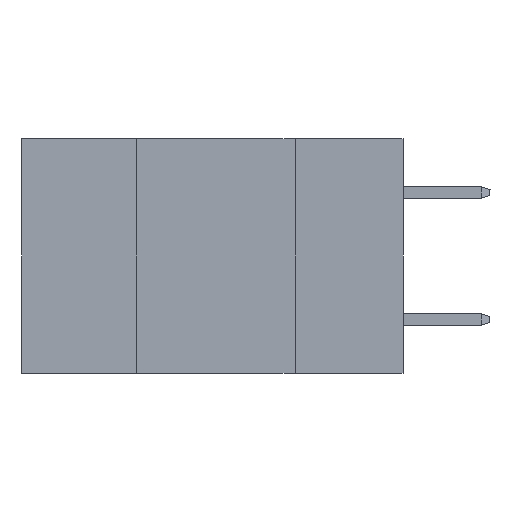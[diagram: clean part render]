
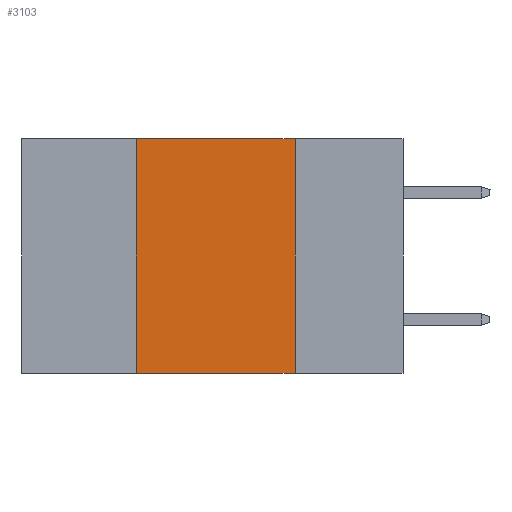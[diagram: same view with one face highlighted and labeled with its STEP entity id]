
A CAD part, left-side view. The second image highlights one B-rep face of the part: STEP entity #3103.
In plain terms, the highlighted planar face has unit normal (-1, 0, 0).
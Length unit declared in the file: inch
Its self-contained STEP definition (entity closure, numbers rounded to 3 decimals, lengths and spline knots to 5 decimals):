
#139 = DIRECTION ( 'NONE',  ( 0., 0., 1. ) ) ;
#270 = ORIENTED_EDGE ( 'NONE', *, *, #9080, .F. ) ;
#717 = FACE_OUTER_BOUND ( 'NONE', #10373, .T. ) ;
#1043 = CARTESIAN_POINT ( 'NONE',  ( 0., 0.6, 0. ) ) ;
#1129 = CARTESIAN_POINT ( 'NONE',  ( 0., 0.17, 0. ) ) ;
#1341 = ORIENTED_EDGE ( 'NONE', *, *, #13207, .F. ) ;
#1618 = VERTEX_POINT ( 'NONE', #5625 ) ;
#1943 = VECTOR ( 'NONE', #9677, 39.37008 ) ;
#2225 = LINE ( 'NONE', #7317, #16699 ) ;
#3006 = EDGE_CURVE ( 'NONE', #15721, #1618, #9736, .T. ) ;
#3103 = ADVANCED_FACE ( 'NONE', ( #717 ), #7493, .F. ) ;
#4438 = LINE ( 'NONE', #12494, #1943 ) ;
#5625 = CARTESIAN_POINT ( 'NONE',  ( 0., 0.17, -0.37 ) ) ;
#7068 = ORIENTED_EDGE ( 'NONE', *, *, #12122, .T. ) ;
#7317 = CARTESIAN_POINT ( 'NONE',  ( 0., 0.6, -0.37 ) ) ;
#7490 = CARTESIAN_POINT ( 'NONE',  ( 0., 0.42, 0. ) ) ;
#7493 = PLANE ( 'NONE',  #13434 ) ;
#8115 = ORIENTED_EDGE ( 'NONE', *, *, #3006, .F. ) ;
#8768 = DIRECTION ( 'NONE',  ( 0., 0., -1. ) ) ;
#9080 = EDGE_CURVE ( 'NONE', #11396, #12759, #14606, .T. ) ;
#9661 = CARTESIAN_POINT ( 'NONE',  ( 0., 0.42, -0.37 ) ) ;
#9677 = DIRECTION ( 'NONE',  ( 0., -1., 0. ) ) ;
#9736 = LINE ( 'NONE', #16158, #15308 ) ;
#10373 = EDGE_LOOP ( 'NONE', ( #8115, #1341, #270, #7068 ) ) ;
#11396 = VERTEX_POINT ( 'NONE', #9661 ) ;
#12122 = EDGE_CURVE ( 'NONE', #11396, #1618, #2225, .T. ) ;
#12494 = CARTESIAN_POINT ( 'NONE',  ( 0., 0.6, 0. ) ) ;
#12759 = VERTEX_POINT ( 'NONE', #7490 ) ;
#13207 = EDGE_CURVE ( 'NONE', #12759, #15721, #4438, .T. ) ;
#13434 = AXIS2_PLACEMENT_3D ( 'NONE', #1043, #16648, #8768 ) ;
#14449 = VECTOR ( 'NONE', #139, 39.37008 ) ;
#14525 = CARTESIAN_POINT ( 'NONE',  ( 0., 0.42, 0. ) ) ;
#14606 = LINE ( 'NONE', #14525, #14449 ) ;
#15259 = DIRECTION ( 'NONE',  ( 0., -1., 0. ) ) ;
#15308 = VECTOR ( 'NONE', #16242, 39.37008 ) ;
#15721 = VERTEX_POINT ( 'NONE', #1129 ) ;
#16158 = CARTESIAN_POINT ( 'NONE',  ( 0., 0.17, 0. ) ) ;
#16242 = DIRECTION ( 'NONE',  ( 0., 0., -1. ) ) ;
#16648 = DIRECTION ( 'NONE',  ( 1., 0., 0. ) ) ;
#16699 = VECTOR ( 'NONE', #15259, 39.37008 ) ;
